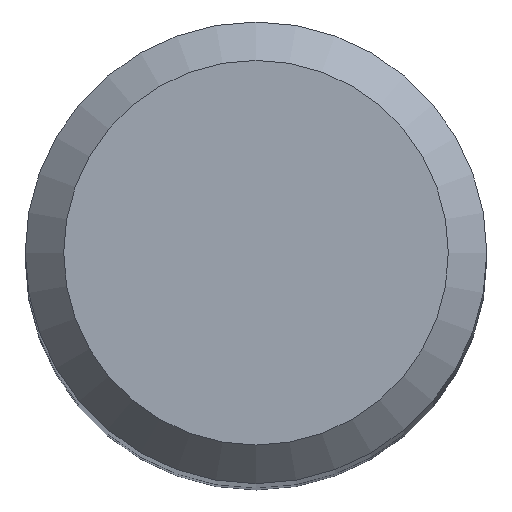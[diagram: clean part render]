
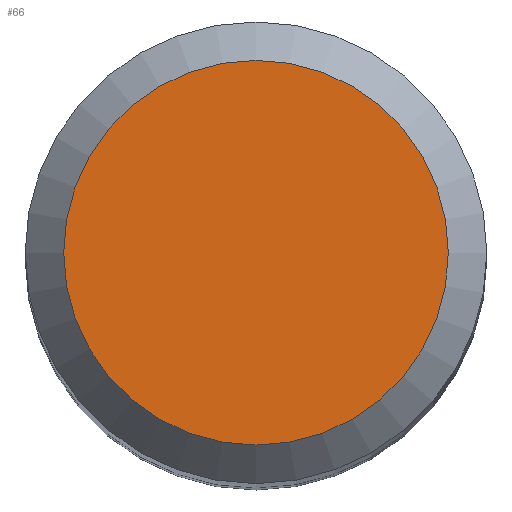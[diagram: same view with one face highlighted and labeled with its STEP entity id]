
A CAD part, top view. The second image highlights one B-rep face of the part: STEP entity #66.
In plain terms, the highlighted planar face has unit normal (0, 0, 1).
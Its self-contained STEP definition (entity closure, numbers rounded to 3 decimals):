
#52=PLANE('',#165);
#66=ADVANCED_FACE('',(#72),#52,.T.);
#72=FACE_OUTER_BOUND('',#80,.T.);
#80=EDGE_LOOP('',(#90));
#90=ORIENTED_EDGE('',*,*,#101,.F.);
#96=VERTEX_POINT('',#230);
#101=EDGE_CURVE('',#96,#96,#106,.T.);
#106=CIRCLE('',#162,2.5);
#162=AXIS2_PLACEMENT_3D('',#229,#187,#188);
#165=AXIS2_PLACEMENT_3D('',#234,#193,#194);
#187=DIRECTION('',(0.,0.,-1.));
#188=DIRECTION('',(-1.,0.,0.));
#193=DIRECTION('',(0.,0.,1.));
#194=DIRECTION('',(-1.,0.,0.));
#229=CARTESIAN_POINT('',(0.,0.,0.));
#230=CARTESIAN_POINT('',(-2.5,0.,0.));
#234=CARTESIAN_POINT('',(2.5,0.,0.));
